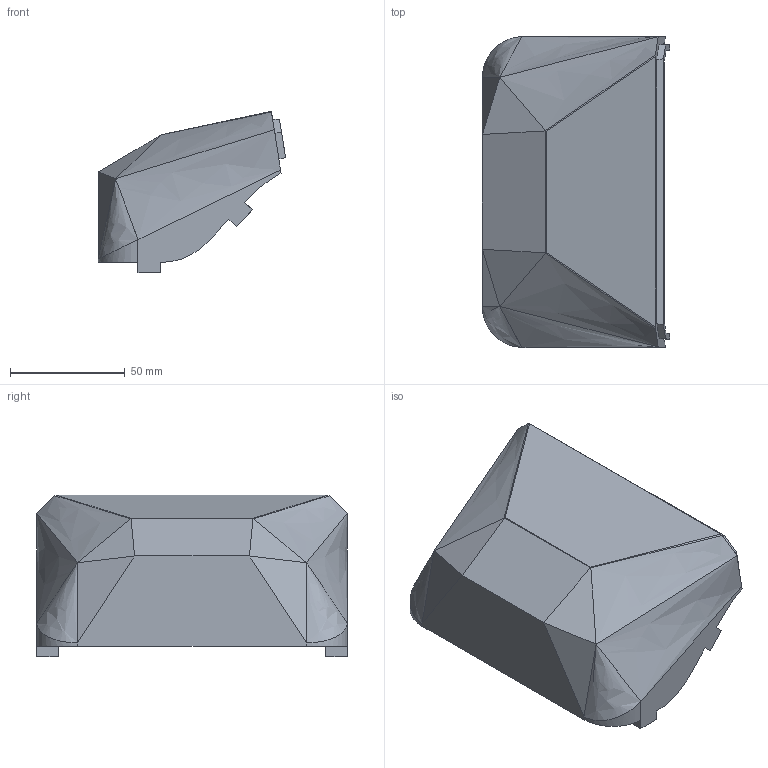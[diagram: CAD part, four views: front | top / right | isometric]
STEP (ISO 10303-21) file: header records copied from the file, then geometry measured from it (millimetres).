
FILE_DESCRIPTION(/* description */ ('STEP AP242','CAx-IF Rec.Pracs.---Representation and Presentation of Product Manufacturing Information (PMI)---4.0---2014-10-13','CAx-IF Rec.Pracs.---3D Tessellated Geometry---0.4---2014-09-14','2;1'),/* implementation_level */ '2;1');
FILE_NAME(/* name */ '626281914fc8d629c9fa253a',/* time_stamp */ '2022-04-22T10:21:07+00:00',/* author */ (''),/* organization */ (''),/* preprocessor_version */ 'ST-DEVELOPER v18.101',/* originating_system */ ' ',/* authorisation */ ' ');
FILE_SCHEMA (('AP242_MANAGED_MODEL_BASED_3D_ENGINEERING_MIM_LF { 1 0 10303 442 1 1 4 }'));
Length unit declared in the file: metre
Products named in the file (1): newfront
Bounding box: 81.74 x 135.77 x 70.52 mm (x, y, z)
Volume: 65418.1 mm3; surface area: 42852.3 mm2
Topology: 1 solids, 1 shells, 106 faces, 290 edges, 188 vertices
Faces by surface type: plane 64, bspline 24, cylinder 12, cone 6
Full cylindrical faces by diameter (mm): 5.2 x4
Entity records: 4891 total; most frequent: CARTESIAN_POINT 2500, ORIENTED_EDGE 564, DIRECTION 361, EDGE_CURVE 282, VERTEX_POINT 186, LINE 139, VECTOR 139, B_SPLINE_CURVE_WITH_KNOTS 115
